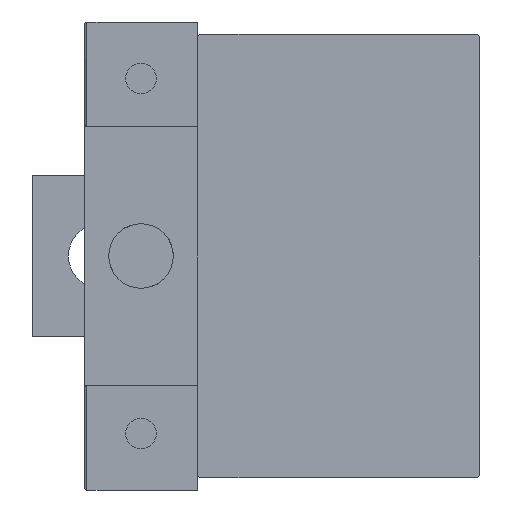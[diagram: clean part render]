
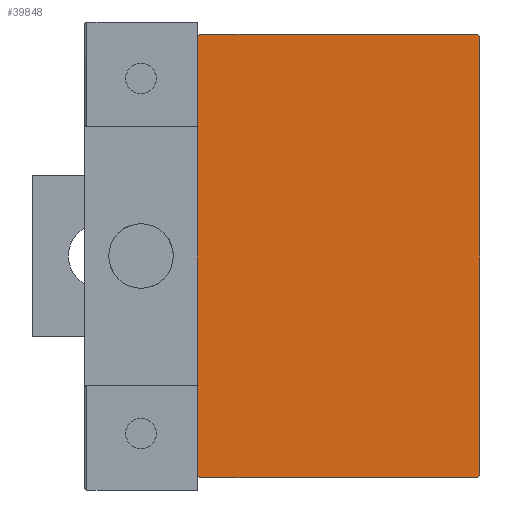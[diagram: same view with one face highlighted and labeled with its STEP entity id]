
A CAD part, left-side view. The second image highlights one B-rep face of the part: STEP entity #39848.
In plain terms, the highlighted face is planar.
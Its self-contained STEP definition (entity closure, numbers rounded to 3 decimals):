
#2243 = CARTESIAN_POINT ( 'NONE',  ( 56., -17.2, 27.5 ) ) ;
#2396 = CARTESIAN_POINT ( 'NONE',  ( 56., 17.5, 27.2 ) ) ;
#3927 = CARTESIAN_POINT ( 'NONE',  ( 56., -17.5, -27.5 ) ) ;
#4311 = VECTOR ( 'NONE', #28145, 1000. ) ;
#5396 = VERTEX_POINT ( 'NONE', #42341 ) ;
#6441 = DIRECTION ( 'NONE',  ( 0., 0.707, 0.707 ) ) ;
#6653 = ORIENTED_EDGE ( 'NONE', *, *, #47624, .T. ) ;
#8653 = LINE ( 'NONE', #3927, #32658 ) ;
#8750 = LINE ( 'NONE', #43721, #13029 ) ;
#8762 = CARTESIAN_POINT ( 'NONE',  ( 56., 17.5, 27.5 ) ) ;
#9700 = LINE ( 'NONE', #24966, #48248 ) ;
#11901 = DIRECTION ( 'NONE',  ( 0., 1., 0. ) ) ;
#12694 = CARTESIAN_POINT ( 'NONE',  ( 56., 0., 0. ) ) ;
#13029 = VECTOR ( 'NONE', #24011, 1000. ) ;
#13798 = EDGE_CURVE ( 'NONE', #5396, #41054, #42984, .T. ) ;
#14954 = ORIENTED_EDGE ( 'NONE', *, *, #46782, .T. ) ;
#16012 = VERTEX_POINT ( 'NONE', #28283 ) ;
#17315 = ORIENTED_EDGE ( 'NONE', *, *, #29601, .T. ) ;
#17949 = CARTESIAN_POINT ( 'NONE',  ( 56., -17.5, 27.2 ) ) ;
#19402 = ORIENTED_EDGE ( 'NONE', *, *, #46517, .T. ) ;
#20137 = VERTEX_POINT ( 'NONE', #25452 ) ;
#20581 = ORIENTED_EDGE ( 'NONE', *, *, #45121, .T. ) ;
#21590 = VECTOR ( 'NONE', #24021, 1000. ) ;
#21634 = DIRECTION ( 'NONE',  ( 0., 0., -1. ) ) ;
#22576 = AXIS2_PLACEMENT_3D ( 'NONE', #12694, #39684, #47428 ) ;
#24011 = DIRECTION ( 'NONE',  ( 0., -0.707, 0.707 ) ) ;
#24021 = DIRECTION ( 'NONE',  ( 0., -1., 0. ) ) ;
#24267 = EDGE_LOOP ( 'NONE', ( #38951, #17315, #6653, #20581, #27576, #19402, #25423, #14954 ) ) ;
#24642 = CARTESIAN_POINT ( 'NONE',  ( 56., -22.35, 22.35 ) ) ;
#24888 = CARTESIAN_POINT ( 'NONE',  ( 56., -17.5, 27.5 ) ) ;
#24966 = CARTESIAN_POINT ( 'NONE',  ( 56., 17.5, -27.5 ) ) ;
#25423 = ORIENTED_EDGE ( 'NONE', *, *, #46725, .T. ) ;
#25452 = CARTESIAN_POINT ( 'NONE',  ( 56., -17.2, -27.5 ) ) ;
#25675 = LINE ( 'NONE', #40658, #42242 ) ;
#26666 = VECTOR ( 'NONE', #46556, 1000. ) ;
#27576 = ORIENTED_EDGE ( 'NONE', *, *, #13798, .T. ) ;
#27808 = CARTESIAN_POINT ( 'NONE',  ( 56., -22.35, -22.35 ) ) ;
#28145 = DIRECTION ( 'NONE',  ( 0., -0.707, -0.707 ) ) ;
#28197 = PLANE ( 'NONE',  #22576 ) ;
#28283 = CARTESIAN_POINT ( 'NONE',  ( 56., -17.5, -27.2 ) ) ;
#28609 = VERTEX_POINT ( 'NONE', #45463 ) ;
#29066 = CARTESIAN_POINT ( 'NONE',  ( 56., 17.5, -27.2 ) ) ;
#29592 = VERTEX_POINT ( 'NONE', #17949 ) ;
#29601 = EDGE_CURVE ( 'NONE', #28609, #30085, #25675, .T. ) ;
#30085 = VERTEX_POINT ( 'NONE', #29066 ) ;
#31555 = EDGE_CURVE ( 'NONE', #20137, #28609, #8653, .T. ) ;
#32231 = VECTOR ( 'NONE', #21634, 1000. ) ;
#32658 = VECTOR ( 'NONE', #11901, 1000. ) ;
#32935 = DIRECTION ( 'NONE',  ( 0., 0., 1. ) ) ;
#35070 = VERTEX_POINT ( 'NONE', #2396 ) ;
#36031 = LINE ( 'NONE', #27808, #26666 ) ;
#38951 = ORIENTED_EDGE ( 'NONE', *, *, #31555, .T. ) ;
#39684 = DIRECTION ( 'NONE',  ( 1., 0., 0. ) ) ;
#39848 = ADVANCED_FACE ( 'NONE', ( #41298 ), #28197, .T. ) ;
#40593 = LINE ( 'NONE', #24888, #32231 ) ;
#40658 = CARTESIAN_POINT ( 'NONE',  ( 56., 22.35, -22.35 ) ) ;
#41054 = VERTEX_POINT ( 'NONE', #2243 ) ;
#41298 = FACE_OUTER_BOUND ( 'NONE', #24267, .T. ) ;
#42242 = VECTOR ( 'NONE', #6441, 1000. ) ;
#42341 = CARTESIAN_POINT ( 'NONE',  ( 56., 17.2, 27.5 ) ) ;
#42984 = LINE ( 'NONE', #8762, #21590 ) ;
#43721 = CARTESIAN_POINT ( 'NONE',  ( 56., 22.35, 22.35 ) ) ;
#45121 = EDGE_CURVE ( 'NONE', #35070, #5396, #8750, .T. ) ;
#45463 = CARTESIAN_POINT ( 'NONE',  ( 56., 17.2, -27.5 ) ) ;
#46517 = EDGE_CURVE ( 'NONE', #41054, #29592, #46644, .T. ) ;
#46556 = DIRECTION ( 'NONE',  ( 0., 0.707, -0.707 ) ) ;
#46644 = LINE ( 'NONE', #24642, #4311 ) ;
#46725 = EDGE_CURVE ( 'NONE', #29592, #16012, #40593, .T. ) ;
#46782 = EDGE_CURVE ( 'NONE', #16012, #20137, #36031, .T. ) ;
#47428 = DIRECTION ( 'NONE',  ( 0., 0., -1. ) ) ;
#47624 = EDGE_CURVE ( 'NONE', #30085, #35070, #9700, .T. ) ;
#48248 = VECTOR ( 'NONE', #32935, 1000. ) ;
